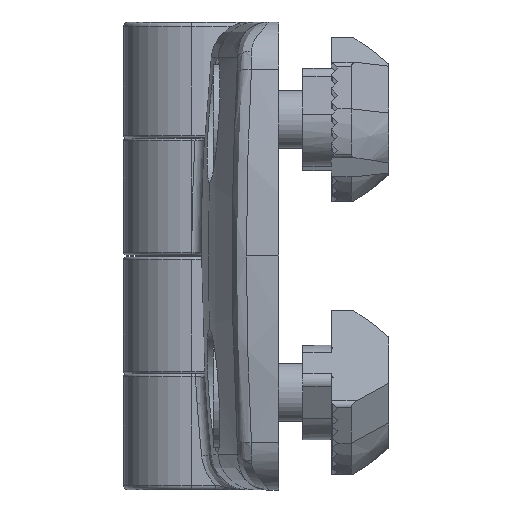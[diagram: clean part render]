
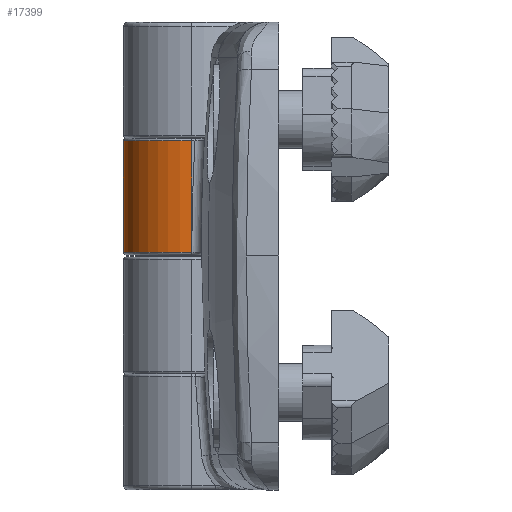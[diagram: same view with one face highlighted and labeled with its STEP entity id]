
A CAD part, left-side view. The second image highlights one B-rep face of the part: STEP entity #17399.
In plain terms, the highlighted cylindrical face has radius 7 mm (diameter 14 mm), a partial arc.
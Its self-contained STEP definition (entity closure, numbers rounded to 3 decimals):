
#373 = DIRECTION ( 'NONE',  ( 0., 0., 1. ) ) ;
#605 = DIRECTION ( 'NONE',  ( -1., 0., 0. ) ) ;
#1207 = VECTOR ( 'NONE', #4236, 1000. ) ;
#2343 = CIRCLE ( 'NONE', #6075, 7. ) ;
#3330 = CARTESIAN_POINT ( 'NONE',  ( 24., 8.9, 0. ) ) ;
#4021 = LINE ( 'NONE', #12411, #7095 ) ;
#4150 = LINE ( 'NONE', #15408, #1207 ) ;
#4234 = CARTESIAN_POINT ( 'NONE',  ( -11.8, 8.9, 7. ) ) ;
#4236 = DIRECTION ( 'NONE',  ( -1., 0., 0. ) ) ;
#4760 = DIRECTION ( 'NONE',  ( -1., 0., 0. ) ) ;
#5124 = ORIENTED_EDGE ( 'NONE', *, *, #7926, .T. ) ;
#5552 = DIRECTION ( 'NONE',  ( -1., 0., 0. ) ) ;
#5685 = EDGE_CURVE ( 'NONE', #15166, #14180, #4021, .T. ) ;
#6018 = ORIENTED_EDGE ( 'NONE', *, *, #11407, .T. ) ;
#6075 = AXIS2_PLACEMENT_3D ( 'NONE', #10156, #605, #14302 ) ;
#6173 = DIRECTION ( 'NONE',  ( 1., 0., 0. ) ) ;
#6728 = EDGE_LOOP ( 'NONE', ( #13454, #6018, #15293, #5124 ) ) ;
#7095 = VECTOR ( 'NONE', #5552, 1000. ) ;
#7199 = CARTESIAN_POINT ( 'NONE',  ( -0.4, 8.9, 7. ) ) ;
#7899 = CARTESIAN_POINT ( 'NONE',  ( -11.8, 8.9, 0. ) ) ;
#7926 = EDGE_CURVE ( 'NONE', #14180, #13789, #17422, .T. ) ;
#8980 = AXIS2_PLACEMENT_3D ( 'NONE', #3330, #4760, #373 ) ;
#10142 = CARTESIAN_POINT ( 'NONE',  ( -11.8, 8.9, -7. ) ) ;
#10156 = CARTESIAN_POINT ( 'NONE',  ( -0.4, 8.9, 0. ) ) ;
#11407 = EDGE_CURVE ( 'NONE', #14904, #15166, #2343, .T. ) ;
#11451 = FACE_OUTER_BOUND ( 'NONE', #6728, .T. ) ;
#12411 = CARTESIAN_POINT ( 'NONE',  ( 24., 8.9, -7. ) ) ;
#12712 = CYLINDRICAL_SURFACE ( 'NONE', #8980, 7. ) ;
#13432 = CARTESIAN_POINT ( 'NONE',  ( -0.4, 8.9, -7. ) ) ;
#13454 = ORIENTED_EDGE ( 'NONE', *, *, #17204, .F. ) ;
#13789 = VERTEX_POINT ( 'NONE', #4234 ) ;
#14180 = VERTEX_POINT ( 'NONE', #10142 ) ;
#14302 = DIRECTION ( 'NONE',  ( 0., 0., -1. ) ) ;
#14904 = VERTEX_POINT ( 'NONE', #7199 ) ;
#14996 = DIRECTION ( 'NONE',  ( 0., 0., -1. ) ) ;
#15166 = VERTEX_POINT ( 'NONE', #13432 ) ;
#15293 = ORIENTED_EDGE ( 'NONE', *, *, #5685, .T. ) ;
#15408 = CARTESIAN_POINT ( 'NONE',  ( 24., 8.9, 7. ) ) ;
#16565 = AXIS2_PLACEMENT_3D ( 'NONE', #7899, #6173, #14996 ) ;
#17204 = EDGE_CURVE ( 'NONE', #14904, #13789, #4150, .T. ) ;
#17399 = ADVANCED_FACE ( 'NONE', ( #11451 ), #12712, .T. ) ;
#17422 = CIRCLE ( 'NONE', #16565, 7. ) ;
